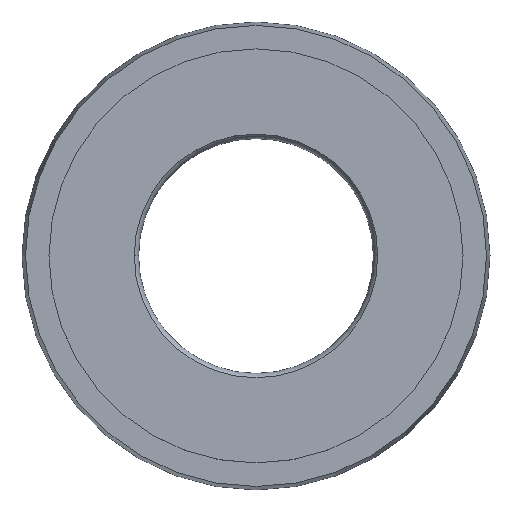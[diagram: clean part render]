
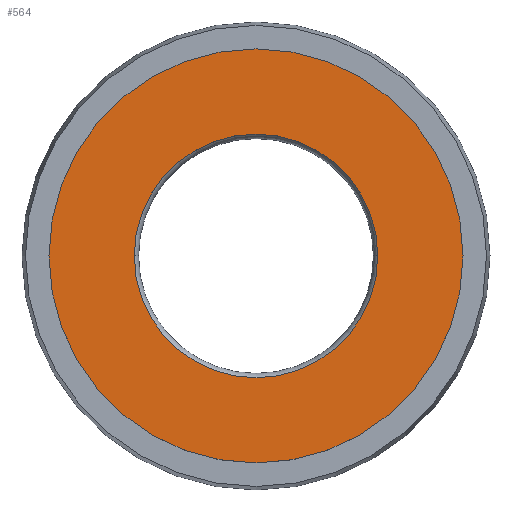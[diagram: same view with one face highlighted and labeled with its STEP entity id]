
A CAD part, top view. The second image highlights one B-rep face of the part: STEP entity #564.
In plain terms, the highlighted planar face has unit normal (0, 0, 1).
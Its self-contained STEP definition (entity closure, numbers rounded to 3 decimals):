
#8 = ORIENTED_EDGE ( 'NONE', *, *, #238, .F. ) ;
#12 = DIRECTION ( 'NONE',  ( 0., 0., 1. ) ) ;
#26 = ORIENTED_EDGE ( 'NONE', *, *, #448, .T. ) ;
#56 = CARTESIAN_POINT ( 'NONE',  ( -11.9, 0., 0. ) ) ;
#67 = EDGE_CURVE ( 'NONE', #581, #554, #105, .T. ) ;
#79 = FACE_BOUND ( 'NONE', #549, .T. ) ;
#90 = DIRECTION ( 'NONE',  ( 1., 0., 0. ) ) ;
#105 = CIRCLE ( 'NONE', #440, 7. ) ;
#110 = EDGE_LOOP ( 'NONE', ( #170, #26 ) ) ;
#156 = DIRECTION ( 'NONE',  ( 1., 0., 0. ) ) ;
#159 = CIRCLE ( 'NONE', #352, 11.9 ) ;
#169 = CARTESIAN_POINT ( 'NONE',  ( 0., 0., 0. ) ) ;
#170 = ORIENTED_EDGE ( 'NONE', *, *, #470, .T. ) ;
#171 = DIRECTION ( 'NONE',  ( 0., 0., -1. ) ) ;
#187 = CARTESIAN_POINT ( 'NONE',  ( 11.9, 0., 0. ) ) ;
#197 = AXIS2_PLACEMENT_3D ( 'NONE', #492, #397, #90 ) ;
#227 = CARTESIAN_POINT ( 'NONE',  ( -7., 0., 0. ) ) ;
#236 = DIRECTION ( 'NONE',  ( 0., 0., 1. ) ) ;
#238 = EDGE_CURVE ( 'NONE', #554, #581, #605, .T. ) ;
#239 = VERTEX_POINT ( 'NONE', #56 ) ;
#258 = FACE_OUTER_BOUND ( 'NONE', #110, .T. ) ;
#312 = CARTESIAN_POINT ( 'NONE',  ( 7., 0., 0. ) ) ;
#352 = AXIS2_PLACEMENT_3D ( 'NONE', #607, #12, #505 ) ;
#397 = DIRECTION ( 'NONE',  ( 0., 0., 1. ) ) ;
#415 = CARTESIAN_POINT ( 'NONE',  ( 0., 0., 0. ) ) ;
#420 = AXIS2_PLACEMENT_3D ( 'NONE', #415, #614, #156 ) ;
#440 = AXIS2_PLACEMENT_3D ( 'NONE', #169, #236, #530 ) ;
#448 = EDGE_CURVE ( 'NONE', #239, #626, #159, .T. ) ;
#470 = EDGE_CURVE ( 'NONE', #626, #239, #553, .T. ) ;
#475 = ORIENTED_EDGE ( 'NONE', *, *, #67, .F. ) ;
#492 = CARTESIAN_POINT ( 'NONE',  ( 0., 0., 0. ) ) ;
#505 = DIRECTION ( 'NONE',  ( 1., 0., 0. ) ) ;
#525 = DIRECTION ( 'NONE',  ( -1., 0., 0. ) ) ;
#530 = DIRECTION ( 'NONE',  ( 1., 0., 0. ) ) ;
#549 = EDGE_LOOP ( 'NONE', ( #8, #475 ) ) ;
#553 = CIRCLE ( 'NONE', #420, 11.9 ) ;
#554 = VERTEX_POINT ( 'NONE', #312 ) ;
#564 = ADVANCED_FACE ( 'NONE', ( #79, #258 ), #632, .F. ) ;
#576 = CARTESIAN_POINT ( 'NONE',  ( 0., 0., 0. ) ) ;
#581 = VERTEX_POINT ( 'NONE', #227 ) ;
#605 = CIRCLE ( 'NONE', #197, 7. ) ;
#607 = CARTESIAN_POINT ( 'NONE',  ( 0., 0., 0. ) ) ;
#614 = DIRECTION ( 'NONE',  ( 0., 0., 1. ) ) ;
#626 = VERTEX_POINT ( 'NONE', #187 ) ;
#630 = AXIS2_PLACEMENT_3D ( 'NONE', #576, #171, #525 ) ;
#632 = PLANE ( 'NONE',  #630 ) ;
